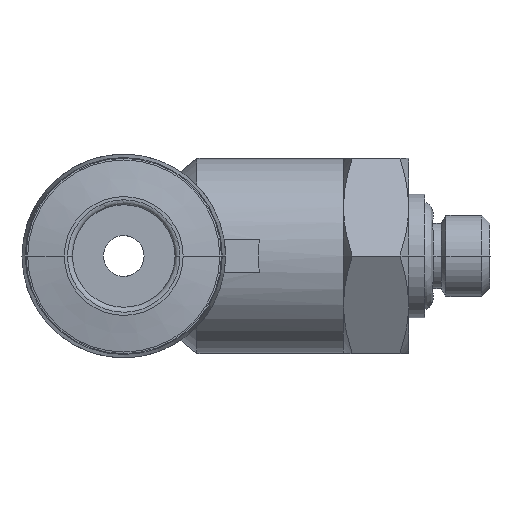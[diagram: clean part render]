
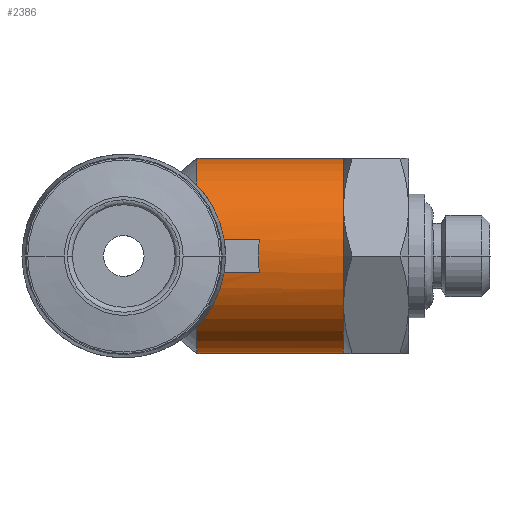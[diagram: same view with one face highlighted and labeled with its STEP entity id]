
A CAD part, left-side view. The second image highlights one B-rep face of the part: STEP entity #2386.
In plain terms, the highlighted cylindrical face has radius 6 mm (diameter 12 mm), a partial arc.
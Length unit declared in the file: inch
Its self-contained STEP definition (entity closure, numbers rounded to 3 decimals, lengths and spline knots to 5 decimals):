
#7 = DIRECTION ( 'NONE',  ( 0., 0., -1. ) ) ;
#14 = EDGE_CURVE ( 'NONE', #3242, #529, #1900, .T. ) ;
#40 = CIRCLE ( 'NONE', #2344, 0.23622 ) ;
#42 = DIRECTION ( 'NONE',  ( 0., 1., 0. ) ) ;
#54 = CARTESIAN_POINT ( 'NONE',  ( 0., 0., 0. ) ) ;
#82 = ORIENTED_EDGE ( 'NONE', *, *, #1037, .F. ) ;
#95 = DIRECTION ( 'NONE',  ( 0., -1., 0. ) ) ;
#98 = CARTESIAN_POINT ( 'NONE',  ( -0.23292, 0.29195, 0.03937 ) ) ;
#105 = CARTESIAN_POINT ( 'NONE',  ( 0., 0.17717, -0.23622 ) ) ;
#160 = CARTESIAN_POINT ( 'NONE',  ( -0.23733, 0.2078, 0.01325 ) ) ;
#172 = DIRECTION ( 'NONE',  ( 0., -1., 0. ) ) ;
#221 = CARTESIAN_POINT ( 'NONE',  ( 0., 0.35433, 0. ) ) ;
#237 = DIRECTION ( 'NONE',  ( 0., 1., 0. ) ) ;
#250 = CARTESIAN_POINT ( 'NONE',  ( -0.20381, 0.35433, 0.11942 ) ) ;
#301 = ORIENTED_EDGE ( 'NONE', *, *, #2575, .F. ) ;
#330 = CARTESIAN_POINT ( 'NONE',  ( 0., 0.17717, 0. ) ) ;
#357 = CARTESIAN_POINT ( 'NONE',  ( -0.23292, 0.2815, 0.03937 ) ) ;
#377 = CARTESIAN_POINT ( 'NONE',  ( -0.23292, 0.2815, -0.03937 ) ) ;
#397 = DIRECTION ( 'NONE',  ( 0., 1., 0. ) ) ;
#417 = CARTESIAN_POINT ( 'NONE',  ( -0.23292, 0.29195, -0.03937 ) ) ;
#421 = CARTESIAN_POINT ( 'NONE',  ( -0.23292, 0.20339, -0.03937 ) ) ;
#445 = CARTESIAN_POINT ( 'NONE',  ( -0.23149, 0.29479, -0.04783 ) ) ;
#456 = CARTESIAN_POINT ( 'NONE',  ( -0.22967, 0.29842, -0.05579 ) ) ;
#467 = CARTESIAN_POINT ( 'NONE',  ( -0.22547, 0.30696, -0.0709 ) ) ;
#529 = VERTEX_POINT ( 'NONE', #2057 ) ;
#531 = EDGE_CURVE ( 'NONE', #3242, #3648, #1476, .T. ) ;
#538 = CARTESIAN_POINT ( 'NONE',  ( -0.23292, 0.29195, 0.03937 ) ) ;
#540 = CARTESIAN_POINT ( 'NONE',  ( -0.20381, 0.35433, -0.11942 ) ) ;
#551 = CARTESIAN_POINT ( 'NONE',  ( -0.20966, 0.34056, -0.10945 ) ) ;
#583 = VERTEX_POINT ( 'NONE', #3141 ) ;
#592 = CIRCLE ( 'NONE', #1289, 0.23622 ) ;
#597 = CARTESIAN_POINT ( 'NONE',  ( -0.21537, 0.32811, -0.09808 ) ) ;
#643 = CARTESIAN_POINT ( 'NONE',  ( -0.22305, 0.31193, -0.07809 ) ) ;
#739 = CIRCLE ( 'NONE', #758, 0.23622 ) ;
#744 = CIRCLE ( 'NONE', #1360, 0.23622 ) ;
#745 = CARTESIAN_POINT ( 'NONE',  ( -0.23292, 0.20339, 0.03937 ) ) ;
#758 = AXIS2_PLACEMENT_3D ( 'NONE', #54, #42, #7 ) ;
#785 = LINE ( 'NONE', #377, #819 ) ;
#819 = VECTOR ( 'NONE', #397, 39.37008 ) ;
#899 = DIRECTION ( 'NONE',  ( 0., 1., 0. ) ) ;
#979 = VECTOR ( 'NONE', #95, 39.37008 ) ;
#1013 = LINE ( 'NONE', #105, #979 ) ;
#1015 = VECTOR ( 'NONE', #237, 39.37008 ) ;
#1037 = EDGE_CURVE ( 'NONE', #1703, #1557, #1100, .T. ) ;
#1042 = DIRECTION ( 'NONE',  ( 0., 0., -1. ) ) ;
#1060 = EDGE_CURVE ( 'NONE', #3648, #2696, #1013, .T. ) ;
#1064 = DIRECTION ( 'NONE',  ( 0., 1., 0. ) ) ;
#1075 = CARTESIAN_POINT ( 'NONE',  ( 0., 0., 0. ) ) ;
#1100 = LINE ( 'NONE', #357, #1015 ) ;
#1119 = CARTESIAN_POINT ( 'NONE',  ( 0., 0.35433, -0.23622 ) ) ;
#1134 = AXIS2_PLACEMENT_3D ( 'NONE', #221, #172, #3867 ) ;
#1176 = AXIS2_PLACEMENT_3D ( 'NONE', #330, #2112, #2127 ) ;
#1190 = ORIENTED_EDGE ( 'NONE', *, *, #1303, .T. ) ;
#1274 = EDGE_CURVE ( 'NONE', #1600, #529, #785, .T. ) ;
#1289 = AXIS2_PLACEMENT_3D ( 'NONE', #1075, #1064, #1042 ) ;
#1303 = EDGE_CURVE ( 'NONE', #1884, #583, #739, .T. ) ;
#1319 = EDGE_CURVE ( 'NONE', #3604, #1694, #744, .T. ) ;
#1360 = AXIS2_PLACEMENT_3D ( 'NONE', #3630, #3299, #3014 ) ;
#1415 = CARTESIAN_POINT ( 'NONE',  ( 0., 0., -0.23622 ) ) ;
#1456 = B_SPLINE_CURVE_WITH_KNOTS ( 'NONE', 3,
 ( #538, #1726, #1744, #3844, #2051, #250 ),
 .UNSPECIFIED., .F., .F.,
 ( 4, 2, 4 ),
 ( 0., 0.00135, 0.00271 ),
 .UNSPECIFIED. ) ;
#1476 = CIRCLE ( 'NONE', #1134, 0.23622 ) ;
#1527 =( BOUNDED_CURVE ( )  B_SPLINE_CURVE ( 3, ( #421, #1963, #160, #2264 ),
 .UNSPECIFIED., .F., .F. ) 
 B_SPLINE_CURVE_WITH_KNOTS ( ( 4, 4 ),
 ( 2.97414, 3.30904 ),
 .UNSPECIFIED. ) 
 CURVE ( )  GEOMETRIC_REPRESENTATION_ITEM ( )  RATIONAL_B_SPLINE_CURVE ( ( 1., 0.991, 0.991, 1. ) ) 
 REPRESENTATION_ITEM ( '' )  );
#1531 = EDGE_CURVE ( 'NONE', #583, #3596, #592, .T. ) ;
#1557 = VERTEX_POINT ( 'NONE', #98 ) ;
#1600 = VERTEX_POINT ( 'NONE', #3407 ) ;
#1603 = ORIENTED_EDGE ( 'NONE', *, *, #531, .T. ) ;
#1694 = VERTEX_POINT ( 'NONE', #3759 ) ;
#1703 = VERTEX_POINT ( 'NONE', #745 ) ;
#1726 = CARTESIAN_POINT ( 'NONE',  ( -0.23005, 0.29764, 0.05631 ) ) ;
#1744 = CARTESIAN_POINT ( 'NONE',  ( -0.22569, 0.30638, 0.0712 ) ) ;
#1774 = CARTESIAN_POINT ( 'NONE',  ( 0., 0.17717, 0.23622 ) ) ;
#1884 = VERTEX_POINT ( 'NONE', #2967 ) ;
#1900 = B_SPLINE_CURVE_WITH_KNOTS ( 'NONE', 3,
 ( #540, #551, #597, #643, #467, #456, #445, #417 ),
 .UNSPECIFIED., .F., .F.,
 ( 4, 2, 2, 4 ),
 ( 0., 0.00136, 0.00203, 0.00271 ),
 .UNSPECIFIED. ) ;
#1963 = CARTESIAN_POINT ( 'NONE',  ( -0.23733, 0.2078, -0.01325 ) ) ;
#1991 = EDGE_CURVE ( 'NONE', #2696, #1884, #40, .T. ) ;
#2051 = CARTESIAN_POINT ( 'NONE',  ( -0.20966, 0.34055, 0.10944 ) ) ;
#2057 = CARTESIAN_POINT ( 'NONE',  ( -0.23292, 0.29195, -0.03937 ) ) ;
#2078 = DIRECTION ( 'NONE',  ( 0., -1., 0. ) ) ;
#2112 = DIRECTION ( 'NONE',  ( 0., -1., 0. ) ) ;
#2114 = CARTESIAN_POINT ( 'NONE',  ( -0.20381, 0.35433, -0.11942 ) ) ;
#2127 = DIRECTION ( 'NONE',  ( 0., 0., -1. ) ) ;
#2151 = ORIENTED_EDGE ( 'NONE', *, *, #2735, .F. ) ;
#2264 = CARTESIAN_POINT ( 'NONE',  ( -0.23292, 0.20339, 0.03937 ) ) ;
#2274 = ORIENTED_EDGE ( 'NONE', *, *, #2321, .F. ) ;
#2321 = EDGE_CURVE ( 'NONE', #3604, #3596, #3618, .T. ) ;
#2344 = AXIS2_PLACEMENT_3D ( 'NONE', #2716, #899, #3016 ) ;
#2386 = ADVANCED_FACE ( 'NONE', ( #3362 ), #2658, .T. ) ;
#2547 = ORIENTED_EDGE ( 'NONE', *, *, #1274, .T. ) ;
#2561 = VECTOR ( 'NONE', #2078, 39.37008 ) ;
#2575 = EDGE_CURVE ( 'NONE', #1600, #1703, #1527, .T. ) ;
#2613 = CARTESIAN_POINT ( 'NONE',  ( 0., 0., 0.23622 ) ) ;
#2658 = CYLINDRICAL_SURFACE ( 'NONE', #1176, 0.23622 ) ;
#2696 = VERTEX_POINT ( 'NONE', #1415 ) ;
#2716 = CARTESIAN_POINT ( 'NONE',  ( 0., 0., 0. ) ) ;
#2735 = EDGE_CURVE ( 'NONE', #1557, #1694, #1456, .T. ) ;
#2921 = CARTESIAN_POINT ( 'NONE',  ( 0., 0.35433, 0.23622 ) ) ;
#2967 = CARTESIAN_POINT ( 'NONE',  ( -0.20457, 0., -0.11811 ) ) ;
#3002 = ORIENTED_EDGE ( 'NONE', *, *, #1060, .T. ) ;
#3014 = DIRECTION ( 'NONE',  ( 0., 0., -1. ) ) ;
#3016 = DIRECTION ( 'NONE',  ( 0., 0., -1. ) ) ;
#3087 = ORIENTED_EDGE ( 'NONE', *, *, #1991, .T. ) ;
#3141 = CARTESIAN_POINT ( 'NONE',  ( -0.20457, 0., 0.11811 ) ) ;
#3242 = VERTEX_POINT ( 'NONE', #2114 ) ;
#3299 = DIRECTION ( 'NONE',  ( 0., -1., 0. ) ) ;
#3362 = FACE_OUTER_BOUND ( 'NONE', #3559, .T. ) ;
#3407 = CARTESIAN_POINT ( 'NONE',  ( -0.23292, 0.20339, -0.03937 ) ) ;
#3489 = ORIENTED_EDGE ( 'NONE', *, *, #1531, .T. ) ;
#3559 = EDGE_LOOP ( 'NONE', ( #2274, #3693, #2151, #82, #301, #2547, #3617, #1603, #3002, #3087, #1190, #3489 ) ) ;
#3596 = VERTEX_POINT ( 'NONE', #2613 ) ;
#3604 = VERTEX_POINT ( 'NONE', #2921 ) ;
#3617 = ORIENTED_EDGE ( 'NONE', *, *, #14, .F. ) ;
#3618 = LINE ( 'NONE', #1774, #2561 ) ;
#3630 = CARTESIAN_POINT ( 'NONE',  ( 0., 0.35433, 0. ) ) ;
#3648 = VERTEX_POINT ( 'NONE', #1119 ) ;
#3693 = ORIENTED_EDGE ( 'NONE', *, *, #1319, .T. ) ;
#3759 = CARTESIAN_POINT ( 'NONE',  ( -0.20381, 0.35433, 0.11942 ) ) ;
#3844 = CARTESIAN_POINT ( 'NONE',  ( -0.21539, 0.32806, 0.09805 ) ) ;
#3867 = DIRECTION ( 'NONE',  ( 0., 0., -1. ) ) ;
